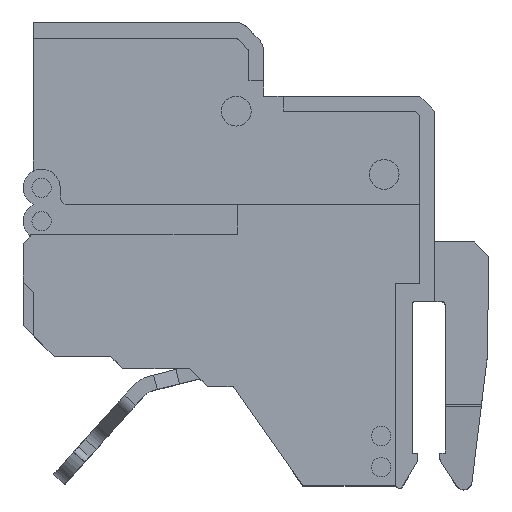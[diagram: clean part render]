
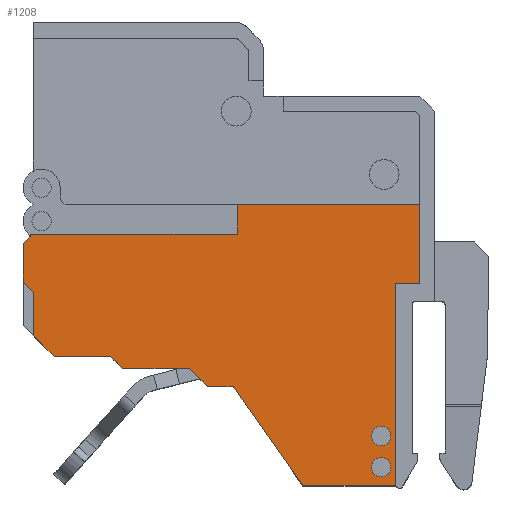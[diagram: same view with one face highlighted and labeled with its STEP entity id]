
A CAD part, top view. The second image highlights one B-rep face of the part: STEP entity #1208.
In plain terms, the highlighted planar face has unit normal (0, 0, 1).
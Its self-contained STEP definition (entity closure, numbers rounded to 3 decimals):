
#630=FACE_BOUND('',#1972,.T.);
#631=FACE_BOUND('',#1973,.T.);
#632=FACE_BOUND('',#1974,.T.);
#878=PLANE('',#7664);
#1208=ADVANCED_FACE('',(#630,#631,#632),#878,.T.);
#1972=EDGE_LOOP('',(#3922,#3923,#3924,#3925,#3926,#3927,#3928,#3929,#3930,
#3931,#3932,#3933,#3934,#3935,#3936,#3937,#3938,#3939,#3940,#3941,#3942,
#3943,#3944,#3945));
#1973=EDGE_LOOP('',(#3946));
#1974=EDGE_LOOP('',(#3947));
#2055=CIRCLE('',#7185,0.423);
#2070=CIRCLE('',#7222,0.5);
#2072=CIRCLE('',#7225,0.5);
#2107=CIRCLE('',#7351,0.5);
#2191=CIRCLE('',#7661,0.1);
#2192=CIRCLE('',#7662,0.65);
#2193=CIRCLE('',#7663,0.65);
#3922=ORIENTED_EDGE('',*,*,#4803,.T.);
#3923=ORIENTED_EDGE('',*,*,#5631,.F.);
#3924=ORIENTED_EDGE('',*,*,#4736,.F.);
#3925=ORIENTED_EDGE('',*,*,#5632,.F.);
#3926=ORIENTED_EDGE('',*,*,#5084,.F.);
#3927=ORIENTED_EDGE('',*,*,#5352,.T.);
#3928=ORIENTED_EDGE('',*,*,#5633,.T.);
#3929=ORIENTED_EDGE('',*,*,#5634,.T.);
#3930=ORIENTED_EDGE('',*,*,#5635,.F.);
#3931=ORIENTED_EDGE('',*,*,#5636,.T.);
#3932=ORIENTED_EDGE('',*,*,#4857,.T.);
#3933=ORIENTED_EDGE('',*,*,#4851,.T.);
#3934=ORIENTED_EDGE('',*,*,#4854,.T.);
#3935=ORIENTED_EDGE('',*,*,#4883,.T.);
#3936=ORIENTED_EDGE('',*,*,#5142,.F.);
#3937=ORIENTED_EDGE('',*,*,#4919,.F.);
#3938=ORIENTED_EDGE('',*,*,#4901,.T.);
#3939=ORIENTED_EDGE('',*,*,#4815,.F.);
#3940=ORIENTED_EDGE('',*,*,#4822,.T.);
#3941=ORIENTED_EDGE('',*,*,#4812,.T.);
#3942=ORIENTED_EDGE('',*,*,#4795,.F.);
#3943=ORIENTED_EDGE('',*,*,#4786,.T.);
#3944=ORIENTED_EDGE('',*,*,#4809,.T.);
#3945=ORIENTED_EDGE('',*,*,#4800,.T.);
#3946=ORIENTED_EDGE('',*,*,#5637,.T.);
#3947=ORIENTED_EDGE('',*,*,#5638,.T.);
#4106=VERTEX_POINT('',#9555);
#4108=VERTEX_POINT('',#9558);
#4153=VERTEX_POINT('',#9667);
#4154=VERTEX_POINT('',#9669);
#4161=VERTEX_POINT('',#9686);
#4162=VERTEX_POINT('',#9690);
#4165=VERTEX_POINT('',#9695);
#4168=VERTEX_POINT('',#9702);
#4173=VERTEX_POINT('',#9717);
#4176=VERTEX_POINT('',#9725);
#4177=VERTEX_POINT('',#9727);
#4204=VERTEX_POINT('',#9793);
#4207=VERTEX_POINT('',#9798);
#4209=VERTEX_POINT('',#9804);
#4212=VERTEX_POINT('',#9812);
#4230=VERTEX_POINT('',#9857);
#4245=VERTEX_POINT('',#9895);
#4257=VERTEX_POINT('',#9930);
#4381=VERTEX_POINT('',#10278);
#4382=VERTEX_POINT('',#10280);
#4542=VERTEX_POINT('',#10823);
#4705=VERTEX_POINT('',#11405);
#4706=VERTEX_POINT('',#11407);
#4707=VERTEX_POINT('',#11409);
#4708=VERTEX_POINT('',#11412);
#4709=VERTEX_POINT('',#11414);
#4736=EDGE_CURVE('',#4106,#4108,#2055,.T.);
#4786=EDGE_CURVE('',#4154,#4153,#5713,.T.);
#4795=EDGE_CURVE('',#4154,#4161,#5722,.T.);
#4800=EDGE_CURVE('',#4162,#4165,#5727,.T.);
#4803=EDGE_CURVE('',#4165,#4168,#5730,.T.);
#4809=EDGE_CURVE('',#4153,#4162,#5736,.T.);
#4812=EDGE_CURVE('',#4173,#4161,#5739,.T.);
#4815=EDGE_CURVE('',#4176,#4177,#5742,.T.);
#4822=EDGE_CURVE('',#4176,#4173,#5749,.T.);
#4851=EDGE_CURVE('',#4204,#4207,#5773,.T.);
#4854=EDGE_CURVE('',#4207,#4209,#2070,.T.);
#4857=EDGE_CURVE('',#4212,#4204,#2072,.T.);
#4883=EDGE_CURVE('',#4209,#4230,#5800,.T.);
#4901=EDGE_CURVE('',#4245,#4177,#5818,.T.);
#4919=EDGE_CURVE('',#4245,#4257,#5836,.T.);
#5084=EDGE_CURVE('',#4381,#4382,#5959,.T.);
#5142=EDGE_CURVE('',#4257,#4230,#2107,.T.);
#5352=EDGE_CURVE('',#4381,#4542,#6179,.T.);
#5631=EDGE_CURVE('',#4108,#4168,#6398,.T.);
#5632=EDGE_CURVE('',#4382,#4106,#6399,.T.);
#5633=EDGE_CURVE('',#4542,#4705,#6400,.T.);
#5634=EDGE_CURVE('',#4705,#4706,#6401,.T.);
#5635=EDGE_CURVE('',#4707,#4706,#6402,.T.);
#5636=EDGE_CURVE('',#4707,#4212,#2191,.T.);
#5637=EDGE_CURVE('',#4708,#4708,#2192,.T.);
#5638=EDGE_CURVE('',#4709,#4709,#2193,.T.);
#5713=LINE('',#9668,#6465);
#5722=LINE('',#9685,#6474);
#5727=LINE('',#9696,#6479);
#5730=LINE('',#9703,#6482);
#5736=LINE('',#9713,#6488);
#5739=LINE('',#9719,#6491);
#5742=LINE('',#9726,#6494);
#5749=LINE('',#9739,#6501);
#5773=LINE('',#9799,#6525);
#5800=LINE('',#9858,#6552);
#5818=LINE('',#9894,#6570);
#5836=LINE('',#9929,#6588);
#5959=LINE('',#10279,#6711);
#6179=LINE('',#10824,#6931);
#6398=LINE('',#11402,#7150);
#6399=LINE('',#11403,#7151);
#6400=LINE('',#11404,#7152);
#6401=LINE('',#11406,#7153);
#6402=LINE('',#11408,#7154);
#6465=VECTOR('',#7790,1.);
#6474=VECTOR('',#7801,1.);
#6479=VECTOR('',#7808,1.);
#6482=VECTOR('',#7813,1.);
#6488=VECTOR('',#7821,1.);
#6491=VECTOR('',#7826,1.);
#6494=VECTOR('',#7831,1.);
#6501=VECTOR('',#7840,1.);
#6525=VECTOR('',#7884,1.);
#6552=VECTOR('',#7929,1.);
#6570=VECTOR('',#7955,1.);
#6588=VECTOR('',#7983,1.);
#6711=VECTOR('',#8270,1.);
#6931=VECTOR('',#8778,1.);
#7150=VECTOR('',#9391,1.);
#7151=VECTOR('',#9392,1.);
#7152=VECTOR('',#9393,1.);
#7153=VECTOR('',#9394,1.);
#7154=VECTOR('',#9395,1.);
#7185=AXIS2_PLACEMENT_3D('',#9557,#7719,#7720);
#7222=AXIS2_PLACEMENT_3D('',#9805,#7890,#7891);
#7225=AXIS2_PLACEMENT_3D('',#9811,#7897,#7898);
#7351=AXIS2_PLACEMENT_3D('',#10396,#8380,#8381);
#7661=AXIS2_PLACEMENT_3D('',#11410,#9396,#9397);
#7662=AXIS2_PLACEMENT_3D('',#11411,#9398,#9399);
#7663=AXIS2_PLACEMENT_3D('',#11413,#9400,#9401);
#7664=AXIS2_PLACEMENT_3D('',#11415,#9402,#9403);
#7719=DIRECTION('',(0.,0.,1.));
#7720=DIRECTION('',(-1.,0.,0.));
#7790=DIRECTION('',(0.707,-0.707,0.));
#7801=DIRECTION('',(-1.,0.,0.));
#7808=DIRECTION('',(0.574,-0.819,0.));
#7813=DIRECTION('',(1.,0.,0.));
#7821=DIRECTION('',(1.,0.,0.));
#7826=DIRECTION('',(0.707,-0.707,0.));
#7831=DIRECTION('',(-0.707,0.707,0.));
#7840=DIRECTION('',(1.,0.,0.));
#7884=DIRECTION('',(-0.707,-0.707,0.));
#7890=DIRECTION('',(0.,0.,1.));
#7891=DIRECTION('',(0.,1.,0.));
#7897=DIRECTION('',(0.,0.,1.));
#7898=DIRECTION('',(0.,1.,0.));
#7929=DIRECTION('',(0.,-1.,0.));
#7955=DIRECTION('',(0.,-1.,0.));
#7983=DIRECTION('',(-0.707,0.707,0.));
#8270=DIRECTION('',(-1.,0.,0.));
#8380=DIRECTION('',(0.,0.,-1.));
#8381=DIRECTION('',(1.,0.,0.));
#8778=DIRECTION('',(0.,1.,0.));
#9391=DIRECTION('',(-0.866,0.5,0.));
#9392=DIRECTION('',(0.,-1.,0.));
#9393=DIRECTION('',(-1.,0.,0.));
#9394=DIRECTION('',(0.,-1.,0.));
#9395=DIRECTION('',(1.,0.,0.));
#9396=DIRECTION('',(0.,0.,1.));
#9397=DIRECTION('',(1.,0.,0.));
#9398=DIRECTION('',(0.,0.,-1.));
#9399=DIRECTION('',(1.,0.,0.));
#9400=DIRECTION('',(0.,0.,-1.));
#9401=DIRECTION('',(1.,0.,0.));
#9402=DIRECTION('',(0.,0.,1.));
#9403=DIRECTION('',(-1.,0.,0.));
#9555=CARTESIAN_POINT('',(-1.166,-12.193,2.75));
#9557=CARTESIAN_POINT('',(-0.743,-12.193,2.75));
#9558=CARTESIAN_POINT('',(-0.955,-12.56,2.75));
#9667=CARTESIAN_POINT('',(-13.8,-5.7,2.75));
#9668=CARTESIAN_POINT('',(-15.,-4.5,2.75));
#9669=CARTESIAN_POINT('',(-15.,-4.5,2.75));
#9685=CARTESIAN_POINT('',(0.,-4.5,2.75));
#9686=CARTESIAN_POINT('',(-19.5,-4.5,2.75));
#9690=CARTESIAN_POINT('',(-12.058,-5.7,2.75));
#9695=CARTESIAN_POINT('',(-7.366,-12.4,2.75));
#9696=CARTESIAN_POINT('',(-12.058,-5.7,2.75));
#9702=CARTESIAN_POINT('',(-1.231,-12.4,2.75));
#9703=CARTESIAN_POINT('',(-26.195,-12.4,2.75));
#9713=CARTESIAN_POINT('',(-13.8,-5.7,2.75));
#9717=CARTESIAN_POINT('',(-20.3,-3.7,2.75));
#9719=CARTESIAN_POINT('',(-19.5,-4.5,2.75));
#9725=CARTESIAN_POINT('',(-24.1,-3.7,2.75));
#9726=CARTESIAN_POINT('',(-24.1,-3.7,2.75));
#9727=CARTESIAN_POINT('',(-25.5,-2.3,2.75));
#9739=CARTESIAN_POINT('',(-18.6,-3.7,2.75));
#9793=CARTESIAN_POINT('',(-25.754,4.341,2.75));
#9798=CARTESIAN_POINT('',(-26.048,4.046,2.75));
#9799=CARTESIAN_POINT('',(-25.195,4.9,2.75));
#9804=CARTESIAN_POINT('',(-26.195,3.693,2.75));
#9805=CARTESIAN_POINT('',(-25.695,3.693,2.75));
#9811=CARTESIAN_POINT('',(-25.4,3.988,2.75));
#9812=CARTESIAN_POINT('',(-25.692,4.394,2.75));
#9857=CARTESIAN_POINT('',(-26.195,1.507,2.75));
#9858=CARTESIAN_POINT('',(-26.195,3.9,2.75));
#9894=CARTESIAN_POINT('',(-25.5,17.7,2.75));
#9895=CARTESIAN_POINT('',(-25.5,0.605,2.75));
#9929=CARTESIAN_POINT('',(-26.195,1.3,2.75));
#9930=CARTESIAN_POINT('',(-26.048,1.154,2.75));
#10278=CARTESIAN_POINT('',(0.497,1.2,2.75));
#10279=CARTESIAN_POINT('',(238.145,1.2,2.75));
#10280=CARTESIAN_POINT('',(-1.166,1.2,2.75));
#10396=CARTESIAN_POINT('',(-25.695,1.507,2.75));
#10823=CARTESIAN_POINT('',(0.497,6.525,2.75));
#10824=CARTESIAN_POINT('',(0.497,6.525,2.75));
#11402=CARTESIAN_POINT('',(-0.781,-12.66,2.75));
#11403=CARTESIAN_POINT('',(-1.166,-12.4,2.75));
#11404=CARTESIAN_POINT('',(238.145,6.525,2.75));
#11405=CARTESIAN_POINT('',(-11.8,6.525,2.75));
#11406=CARTESIAN_POINT('',(-11.8,6.525,2.75));
#11407=CARTESIAN_POINT('',(-11.8,4.525,2.75));
#11408=CARTESIAN_POINT('',(-28.5,4.525,2.75));
#11409=CARTESIAN_POINT('',(-25.597,4.525,2.75));
#11410=CARTESIAN_POINT('',(-25.597,4.425,2.75));
#11411=CARTESIAN_POINT('',(-2.1,-11.15,2.75));
#11412=CARTESIAN_POINT('',(-1.45,-11.15,2.75));
#11413=CARTESIAN_POINT('',(-2.1,-9.05,2.75));
#11414=CARTESIAN_POINT('',(-1.45,-9.05,2.75));
#11415=CARTESIAN_POINT('',(0.,0.,2.75));
